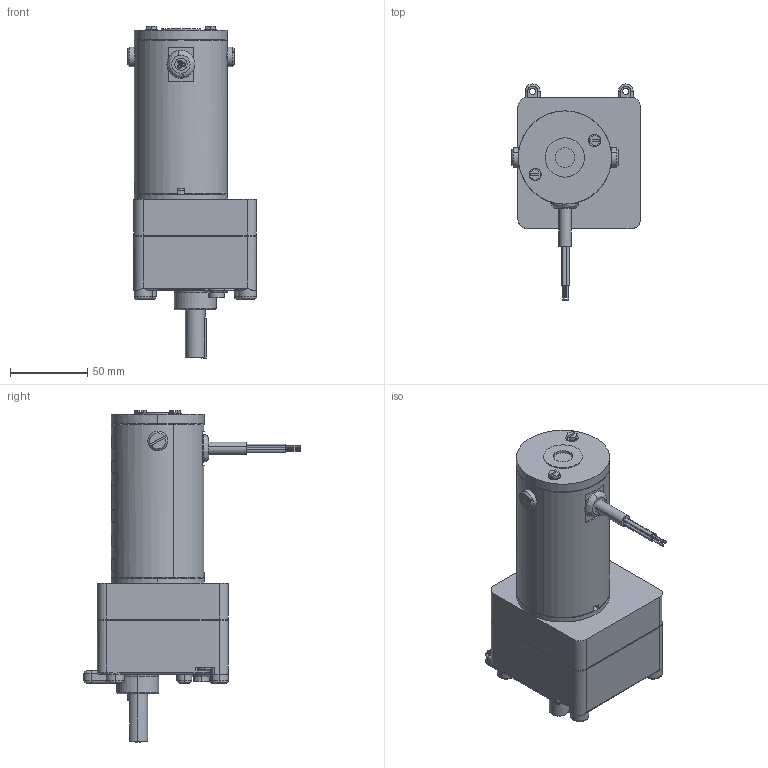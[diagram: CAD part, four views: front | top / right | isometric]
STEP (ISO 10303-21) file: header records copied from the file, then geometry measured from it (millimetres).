
FILE_DESCRIPTION (( 'STEP AP214' ), '1' );
FILE_NAME ('VP1B-90V-4020.STEP', '2025-01-23T15:17:46', ( '' ), ( '' ), 'SwSTEP 2.0', 'SolidWorks 2021', '' );
FILE_SCHEMA (( 'AUTOMOTIVE_DESIGN' ));
Length unit declared in the file: inch
Products named in the file (1): VP1B-90V-4020
Bounding box: 83.39 x 140.11 x 214.8 mm (x, y, z)
Volume: 194256 mm3; surface area: 140712.9 mm2
Topology: 20 solids, 20 shells, 910 faces, 2309 edges, 1486 vertices
Faces by surface type: cylinder 418, plane 336, bspline 93, cone 63
Entity records: 39864 total; most frequent: CARTESIAN_POINT 18067, ORIENTED_EDGE 4606, DIRECTION 4433, EDGE_CURVE 2303, AXIS2_PLACEMENT_3D 1673, VERTEX_POINT 1486, VECTOR 1087, LINE 1087
